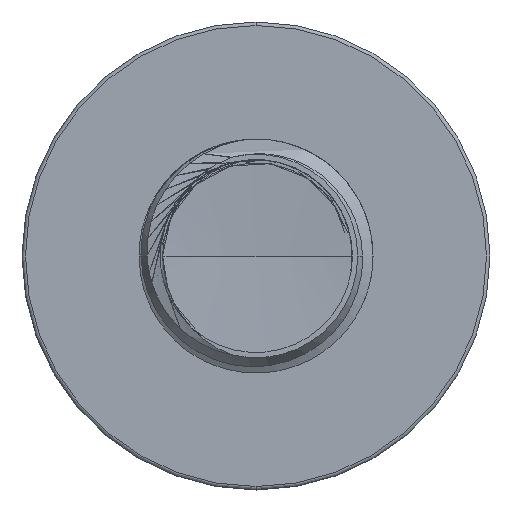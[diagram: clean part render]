
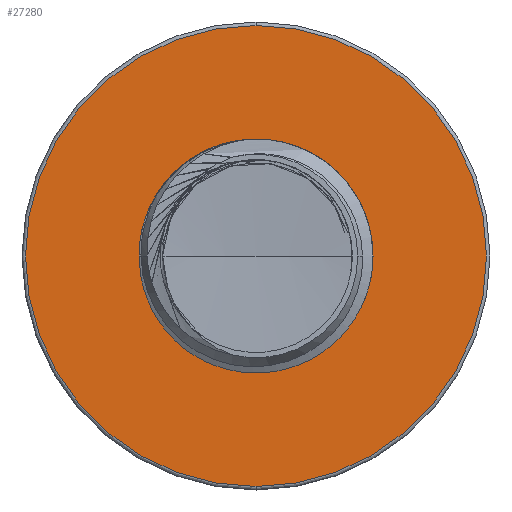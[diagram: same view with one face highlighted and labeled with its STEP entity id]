
A CAD part, front view. The second image highlights one B-rep face of the part: STEP entity #27280.
In plain terms, the highlighted planar face has unit normal (0, -1, 0).
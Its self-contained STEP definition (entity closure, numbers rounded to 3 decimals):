
#963 = DIRECTION ( 'NONE',  ( 0., 0., -1. ) ) ;
#990 = PLANE ( 'NONE',  #37137 ) ;
#2135 = EDGE_CURVE ( 'NONE', #51917, #35025, #47242, .T. ) ;
#2570 = CARTESIAN_POINT ( 'NONE',  ( 0., 47.5, 2.923 ) ) ;
#2900 = AXIS2_PLACEMENT_3D ( 'NONE', #53629, #27307, #963 ) ;
#3982 = CIRCLE ( 'NONE', #6589, 5.91 ) ;
#4236 = CIRCLE ( 'NONE', #54285, 2.923 ) ;
#5027 = CARTESIAN_POINT ( 'NONE',  ( 0., 47.5, 2.923 ) ) ;
#5409 = DIRECTION ( 'NONE',  ( 0., 0., -1. ) ) ;
#6589 = AXIS2_PLACEMENT_3D ( 'NONE', #34011, #7685, #38414 ) ;
#6691 = ORIENTED_EDGE ( 'NONE', *, *, #25708, .T. ) ;
#7685 = DIRECTION ( 'NONE',  ( 0., -1., 0. ) ) ;
#10261 = CIRCLE ( 'NONE', #39298, 5.91 ) ;
#16381 = CARTESIAN_POINT ( 'NONE',  ( 0., 47.5, 0. ) ) ;
#19295 = VERTEX_POINT ( 'NONE', #43263 ) ;
#19531 = ORIENTED_EDGE ( 'NONE', *, *, #46430, .F. ) ;
#20808 = DIRECTION ( 'NONE',  ( 0., 0., -1. ) ) ;
#24799 = ORIENTED_EDGE ( 'NONE', *, *, #28248, .T. ) ;
#25708 = EDGE_CURVE ( 'NONE', #41075, #19295, #10261, .T. ) ;
#25837 = DIRECTION ( 'NONE',  ( 0., -1., 0. ) ) ;
#27280 = ADVANCED_FACE ( 'NONE', ( #32943, #44605 ), #990, .T. ) ;
#27307 = DIRECTION ( 'NONE',  ( 0., -1., 0. ) ) ;
#28248 = EDGE_CURVE ( 'NONE', #19295, #41075, #3982, .T. ) ;
#31763 = DIRECTION ( 'NONE',  ( 0., -1., 0. ) ) ;
#32943 = FACE_OUTER_BOUND ( 'NONE', #41286, .T. ) ;
#34011 = CARTESIAN_POINT ( 'NONE',  ( 0., 47.5, 0. ) ) ;
#35025 = VERTEX_POINT ( 'NONE', #2570 ) ;
#37137 = AXIS2_PLACEMENT_3D ( 'NONE', #5027, #31763, #5409 ) ;
#37687 = CARTESIAN_POINT ( 'NONE',  ( 0., 47.5, -2.923 ) ) ;
#38414 = DIRECTION ( 'NONE',  ( 0., 0., -1. ) ) ;
#39298 = AXIS2_PLACEMENT_3D ( 'NONE', #52154, #25837, #56573 ) ;
#41075 = VERTEX_POINT ( 'NONE', #43838 ) ;
#41286 = EDGE_LOOP ( 'NONE', ( #24799, #6691 ) ) ;
#43263 = CARTESIAN_POINT ( 'NONE',  ( 0., 47.5, -5.91 ) ) ;
#43838 = CARTESIAN_POINT ( 'NONE',  ( 0., 47.5, 5.91 ) ) ;
#44605 = FACE_BOUND ( 'NONE', #55135, .T. ) ;
#46430 = EDGE_CURVE ( 'NONE', #35025, #51917, #4236, .T. ) ;
#47095 = DIRECTION ( 'NONE',  ( 0., -1., 0. ) ) ;
#47242 = CIRCLE ( 'NONE', #2900, 2.923 ) ;
#51917 = VERTEX_POINT ( 'NONE', #37687 ) ;
#52154 = CARTESIAN_POINT ( 'NONE',  ( 0., 47.5, 0. ) ) ;
#53629 = CARTESIAN_POINT ( 'NONE',  ( 0., 47.5, 0. ) ) ;
#53637 = ORIENTED_EDGE ( 'NONE', *, *, #2135, .F. ) ;
#54285 = AXIS2_PLACEMENT_3D ( 'NONE', #16381, #47095, #20808 ) ;
#55135 = EDGE_LOOP ( 'NONE', ( #53637, #19531 ) ) ;
#56573 = DIRECTION ( 'NONE',  ( 0., 0., -1. ) ) ;
